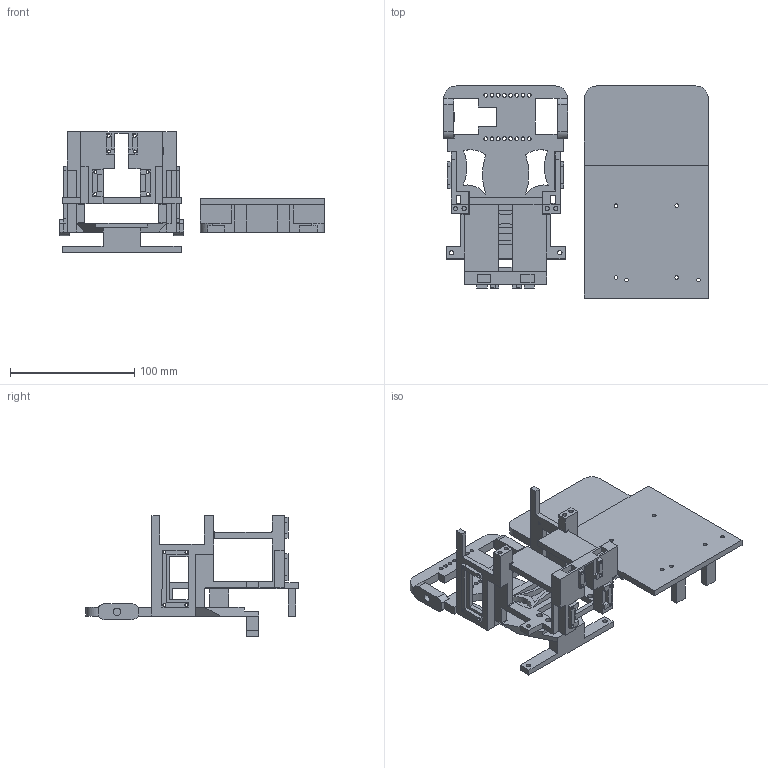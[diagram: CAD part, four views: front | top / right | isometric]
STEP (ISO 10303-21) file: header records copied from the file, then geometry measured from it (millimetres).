
FILE_DESCRIPTION(/* description */ ('STEP AP242','CAx-IF Rec.Pracs.---Representation and Presentation of Product Manufacturing Information (PMI)---4.0---2014-10-13','CAx-IF Rec.Pracs.---3D Tessellated Geometry---0.4---2014-09-14','2;1'),/* implementation_level */ '2;1');
FILE_NAME(/* name */ '66f2ad74e29da32d2db4d0c7',/* time_stamp */ '2024-09-24T12:15:50Z',/* author */ (''),/* organization */ (''),/* preprocessor_version */ 'ST-DEVELOPER v20',/* originating_system */ ' ',/* authorisation */ ' ');
FILE_SCHEMA (('AP242_MANAGED_MODEL_BASED_3D_ENGINEERING_MIM_LF { 1 0 10303 442 1 1 4 }'));
Length unit declared in the file: metre
Products named in the file (2): Part 1; Part 2
Bounding box: 213.46 x 171 x 97.3 mm (x, y, z)
Volume: 283372.3 mm3; surface area: 121695.8 mm2
Topology: 2 solids, 2 shells, 404 faces, 1189 edges, 787 vertices
Faces by surface type: plane 258, cylinder 146
Full cylindrical faces by diameter (mm): 2.3 x8, 2.5 x4, 3 x22, 3.2 x4, 3.5 x4, 4.7 x4, 6 x3, 7 x1
Entity records: 13358 total; most frequent: CARTESIAN_POINT 2335, ORIENTED_EDGE 2246, DIRECTION 2192, EDGE_CURVE 1123, LINE 848, VECTOR 848, VERTEX_POINT 771, AXIS2_PLACEMENT_3D 672
